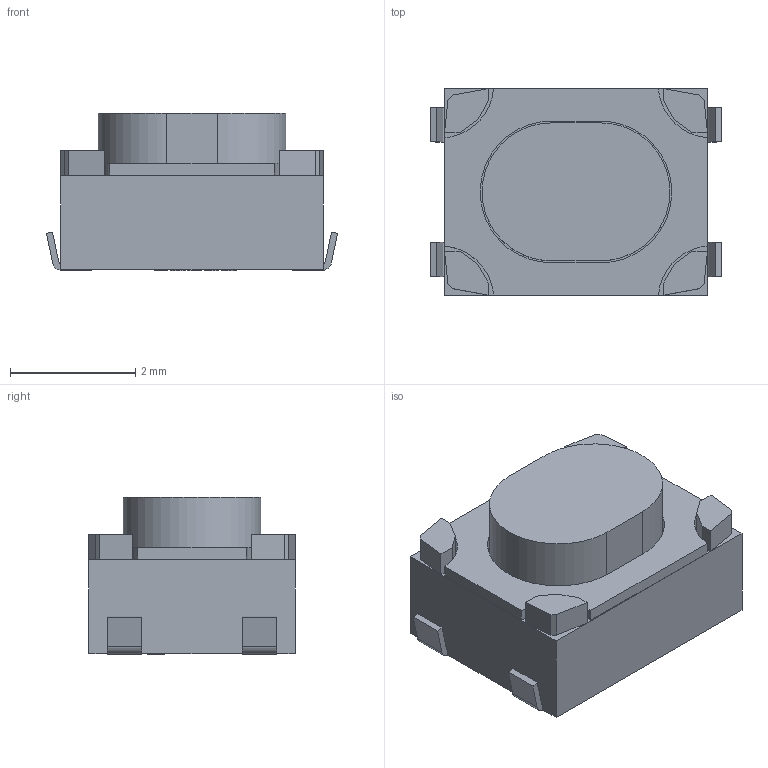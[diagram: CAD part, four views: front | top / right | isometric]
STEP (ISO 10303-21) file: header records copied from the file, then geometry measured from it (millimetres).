
FILE_DESCRIPTION(('Open CASCADE Model'),'2;1');
FILE_NAME('Open CASCADE Shape Model','2025-12-29T20:44:59',('Author'),( 'Open CASCADE'),'Open CASCADE STEP processor 7.8','Open CASCADE 7.8' ,'Unknown');
FILE_SCHEMA(('AUTOMOTIVE_DESIGN { 1 0 10303 214 1 1 1 1 }'));
Length unit declared in the file: millimetre
Products named in the file (1): COMPOUND
Bounding box: 4.65 x 3.3 x 2.52 mm (x, y, z)
Volume: 27.7 mm3; surface area: 85.7 mm2
Topology: 2 solids, 2 shells, 226 faces, 599 edges, 394 vertices
Faces by surface type: bspline 226
Entity records: 8043 total; most frequent: CARTESIAN_POINT 2809, ORIENTED_EDGE 1198, EDGE_CURVE 599, B_SPLINE_CURVE_WITH_KNOTS 531, VERTEX_POINT 394, FACE_BOUND 245, EDGE_LOOP 245, ADVANCED_FACE 226
